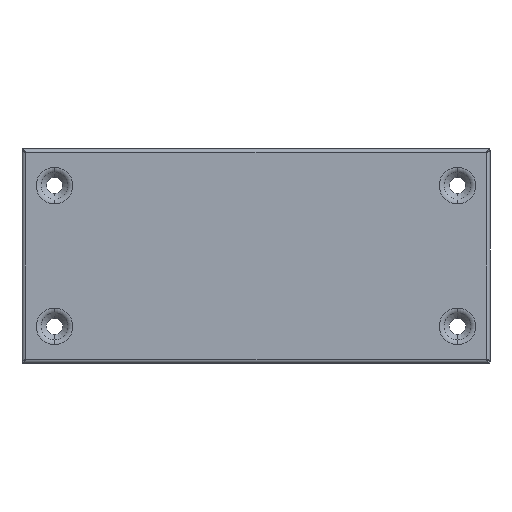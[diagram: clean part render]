
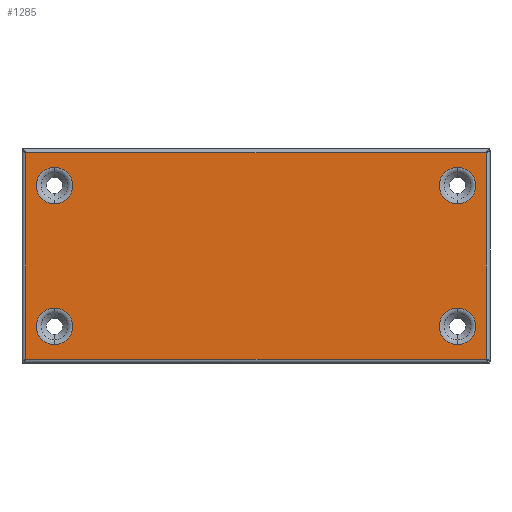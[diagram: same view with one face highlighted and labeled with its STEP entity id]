
A CAD part, top view. The second image highlights one B-rep face of the part: STEP entity #1285.
In plain terms, the highlighted planar face has unit normal (0, 0, 1).
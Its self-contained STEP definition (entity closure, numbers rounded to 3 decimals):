
#45 = CARTESIAN_POINT ( 'NONE',  ( 0., 0., 0. ) ) ;
#48 = CARTESIAN_POINT ( 'NONE',  ( -106.2, 47.7, 0. ) ) ;
#76 = VERTEX_POINT ( 'NONE', #541 ) ;
#128 = AXIS2_PLACEMENT_3D ( 'NONE', #2171, #3192, #1899 ) ;
#154 = EDGE_CURVE ( 'NONE', #3060, #1785, #1306, .T. ) ;
#183 = VECTOR ( 'NONE', #246, 1000. ) ;
#246 = DIRECTION ( 'NONE',  ( -1., 0., 0. ) ) ;
#249 = DIRECTION ( 'NONE',  ( 0., 0., -1. ) ) ;
#284 = AXIS2_PLACEMENT_3D ( 'NONE', #3019, #546, #1796 ) ;
#289 = CARTESIAN_POINT ( 'NONE',  ( 106.2, 47.7, 0. ) ) ;
#334 = VECTOR ( 'NONE', #502, 1000. ) ;
#347 = DIRECTION ( 'NONE',  ( 0., 1., 0. ) ) ;
#366 = EDGE_CURVE ( 'NONE', #970, #492, #2184, .T. ) ;
#394 = VERTEX_POINT ( 'NONE', #1965 ) ;
#418 = EDGE_LOOP ( 'NONE', ( #1644, #692 ) ) ;
#428 = CIRCLE ( 'NONE', #2240, 8.443 ) ;
#462 = EDGE_CURVE ( 'NONE', #1062, #3074, #1607, .T. ) ;
#492 = VERTEX_POINT ( 'NONE', #2168 ) ;
#502 = DIRECTION ( 'NONE',  ( 0., 1., 0. ) ) ;
#541 = CARTESIAN_POINT ( 'NONE',  ( 106.2, -47.7, 0. ) ) ;
#546 = DIRECTION ( 'NONE',  ( 0., 0., 1. ) ) ;
#552 = ORIENTED_EDGE ( 'NONE', *, *, #1894, .F. ) ;
#553 = AXIS2_PLACEMENT_3D ( 'NONE', #2659, #2378, #1619 ) ;
#570 = CARTESIAN_POINT ( 'NONE',  ( 93., 32.5, 0. ) ) ;
#607 = LINE ( 'NONE', #3057, #850 ) ;
#628 = VECTOR ( 'NONE', #920, 1000. ) ;
#672 = ORIENTED_EDGE ( 'NONE', *, *, #1850, .T. ) ;
#683 = AXIS2_PLACEMENT_3D ( 'NONE', #570, #2557, #2575 ) ;
#686 = CIRCLE ( 'NONE', #2028, 8.443 ) ;
#688 = CIRCLE ( 'NONE', #128, 8.443 ) ;
#690 = CARTESIAN_POINT ( 'NONE',  ( -106.2, -47.7, 0. ) ) ;
#692 = ORIENTED_EDGE ( 'NONE', *, *, #154, .F. ) ;
#709 = VERTEX_POINT ( 'NONE', #289 ) ;
#712 = CARTESIAN_POINT ( 'NONE',  ( 93., -24.057, 0. ) ) ;
#729 = VERTEX_POINT ( 'NONE', #1330 ) ;
#768 = DIRECTION ( 'NONE',  ( -1., 0., 0. ) ) ;
#801 = AXIS2_PLACEMENT_3D ( 'NONE', #2071, #1781, #1588 ) ;
#850 = VECTOR ( 'NONE', #2548, 1000. ) ;
#883 = VERTEX_POINT ( 'NONE', #946 ) ;
#920 = DIRECTION ( 'NONE',  ( 0., -1., 0. ) ) ;
#946 = CARTESIAN_POINT ( 'NONE',  ( -93., -24.057, 0. ) ) ;
#949 = EDGE_LOOP ( 'NONE', ( #3188, #672, #2413, #3101 ) ) ;
#970 = VERTEX_POINT ( 'NONE', #1467 ) ;
#1023 = EDGE_LOOP ( 'NONE', ( #2022, #1483 ) ) ;
#1062 = VERTEX_POINT ( 'NONE', #48 ) ;
#1133 = EDGE_CURVE ( 'NONE', #394, #883, #688, .T. ) ;
#1239 = FACE_BOUND ( 'NONE', #1023, .T. ) ;
#1285 = ADVANCED_FACE ( 'NONE', ( #1239, #2956, #2999, #2273, #2976 ), #1480, .F. ) ;
#1290 = DIRECTION ( 'NONE',  ( 0., 0., 1. ) ) ;
#1306 = CIRCLE ( 'NONE', #683, 8.443 ) ;
#1330 = CARTESIAN_POINT ( 'NONE',  ( 93., -40.943, 0. ) ) ;
#1383 = LINE ( 'NONE', #1878, #183 ) ;
#1467 = CARTESIAN_POINT ( 'NONE',  ( -93., 40.943, 0. ) ) ;
#1480 = PLANE ( 'NONE',  #2190 ) ;
#1483 = ORIENTED_EDGE ( 'NONE', *, *, #3031, .F. ) ;
#1525 = CARTESIAN_POINT ( 'NONE',  ( 93., 40.943, 0. ) ) ;
#1588 = DIRECTION ( 'NONE',  ( 0., 1., 0. ) ) ;
#1607 = LINE ( 'NONE', #2369, #628 ) ;
#1619 = DIRECTION ( 'NONE',  ( 0., 1., 0. ) ) ;
#1637 = EDGE_CURVE ( 'NONE', #709, #1062, #1383, .T. ) ;
#1644 = ORIENTED_EDGE ( 'NONE', *, *, #2530, .F. ) ;
#1655 = EDGE_CURVE ( 'NONE', #76, #709, #2715, .T. ) ;
#1659 = DIRECTION ( 'NONE',  ( 0., 0., 1. ) ) ;
#1738 = DIRECTION ( 'NONE',  ( 0., 0., 1. ) ) ;
#1741 = CIRCLE ( 'NONE', #553, 8.443 ) ;
#1761 = EDGE_LOOP ( 'NONE', ( #2463, #552 ) ) ;
#1778 = VERTEX_POINT ( 'NONE', #712 ) ;
#1781 = DIRECTION ( 'NONE',  ( 0., 0., 1. ) ) ;
#1785 = VERTEX_POINT ( 'NONE', #1525 ) ;
#1796 = DIRECTION ( 'NONE',  ( 0., 1., 0. ) ) ;
#1850 = EDGE_CURVE ( 'NONE', #3074, #76, #607, .T. ) ;
#1878 = CARTESIAN_POINT ( 'NONE',  ( 107.129, 47.7, 0. ) ) ;
#1894 = EDGE_CURVE ( 'NONE', #492, #970, #1937, .T. ) ;
#1899 = DIRECTION ( 'NONE',  ( 0., 1., 0. ) ) ;
#1937 = CIRCLE ( 'NONE', #801, 8.443 ) ;
#1965 = CARTESIAN_POINT ( 'NONE',  ( -93., -40.943, 0. ) ) ;
#2022 = ORIENTED_EDGE ( 'NONE', *, *, #2668, .F. ) ;
#2028 = AXIS2_PLACEMENT_3D ( 'NONE', #2143, #1659, #347 ) ;
#2071 = CARTESIAN_POINT ( 'NONE',  ( -93., 32.5, 0. ) ) ;
#2109 = DIRECTION ( 'NONE',  ( 0., 1., 0. ) ) ;
#2143 = CARTESIAN_POINT ( 'NONE',  ( 93., -32.5, 0. ) ) ;
#2168 = CARTESIAN_POINT ( 'NONE',  ( -93., 24.057, 0. ) ) ;
#2171 = CARTESIAN_POINT ( 'NONE',  ( -93., -32.5, 0. ) ) ;
#2178 = CARTESIAN_POINT ( 'NONE',  ( 93., 24.057, 0. ) ) ;
#2184 = CIRCLE ( 'NONE', #2962, 8.443 ) ;
#2190 = AXIS2_PLACEMENT_3D ( 'NONE', #45, #249, #768 ) ;
#2224 = EDGE_CURVE ( 'NONE', #883, #394, #2459, .T. ) ;
#2240 = AXIS2_PLACEMENT_3D ( 'NONE', #2525, #1290, #2109 ) ;
#2257 = CARTESIAN_POINT ( 'NONE',  ( -93., 32.5, 0. ) ) ;
#2273 = FACE_BOUND ( 'NONE', #418, .T. ) ;
#2369 = CARTESIAN_POINT ( 'NONE',  ( -106.2, 48.629, 0. ) ) ;
#2378 = DIRECTION ( 'NONE',  ( 0., 0., 1. ) ) ;
#2413 = ORIENTED_EDGE ( 'NONE', *, *, #1655, .T. ) ;
#2459 = CIRCLE ( 'NONE', #284, 8.443 ) ;
#2463 = ORIENTED_EDGE ( 'NONE', *, *, #366, .F. ) ;
#2495 = EDGE_LOOP ( 'NONE', ( #3051, #2699 ) ) ;
#2525 = CARTESIAN_POINT ( 'NONE',  ( 93., 32.5, 0. ) ) ;
#2530 = EDGE_CURVE ( 'NONE', #1785, #3060, #428, .T. ) ;
#2548 = DIRECTION ( 'NONE',  ( 1., 0., 0. ) ) ;
#2557 = DIRECTION ( 'NONE',  ( 0., 0., 1. ) ) ;
#2575 = DIRECTION ( 'NONE',  ( 0., 1., 0. ) ) ;
#2659 = CARTESIAN_POINT ( 'NONE',  ( 93., -32.5, 0. ) ) ;
#2668 = EDGE_CURVE ( 'NONE', #1778, #729, #686, .T. ) ;
#2699 = ORIENTED_EDGE ( 'NONE', *, *, #1133, .F. ) ;
#2715 = LINE ( 'NONE', #2992, #334 ) ;
#2736 = DIRECTION ( 'NONE',  ( 0., 1., 0. ) ) ;
#2956 = FACE_BOUND ( 'NONE', #1761, .T. ) ;
#2962 = AXIS2_PLACEMENT_3D ( 'NONE', #2257, #1738, #2736 ) ;
#2976 = FACE_OUTER_BOUND ( 'NONE', #949, .T. ) ;
#2992 = CARTESIAN_POINT ( 'NONE',  ( 106.2, -48.629, 0. ) ) ;
#2999 = FACE_BOUND ( 'NONE', #2495, .T. ) ;
#3019 = CARTESIAN_POINT ( 'NONE',  ( -93., -32.5, 0. ) ) ;
#3031 = EDGE_CURVE ( 'NONE', #729, #1778, #1741, .T. ) ;
#3051 = ORIENTED_EDGE ( 'NONE', *, *, #2224, .F. ) ;
#3057 = CARTESIAN_POINT ( 'NONE',  ( -107.129, -47.7, 0. ) ) ;
#3060 = VERTEX_POINT ( 'NONE', #2178 ) ;
#3074 = VERTEX_POINT ( 'NONE', #690 ) ;
#3101 = ORIENTED_EDGE ( 'NONE', *, *, #1637, .T. ) ;
#3188 = ORIENTED_EDGE ( 'NONE', *, *, #462, .T. ) ;
#3192 = DIRECTION ( 'NONE',  ( 0., 0., 1. ) ) ;
